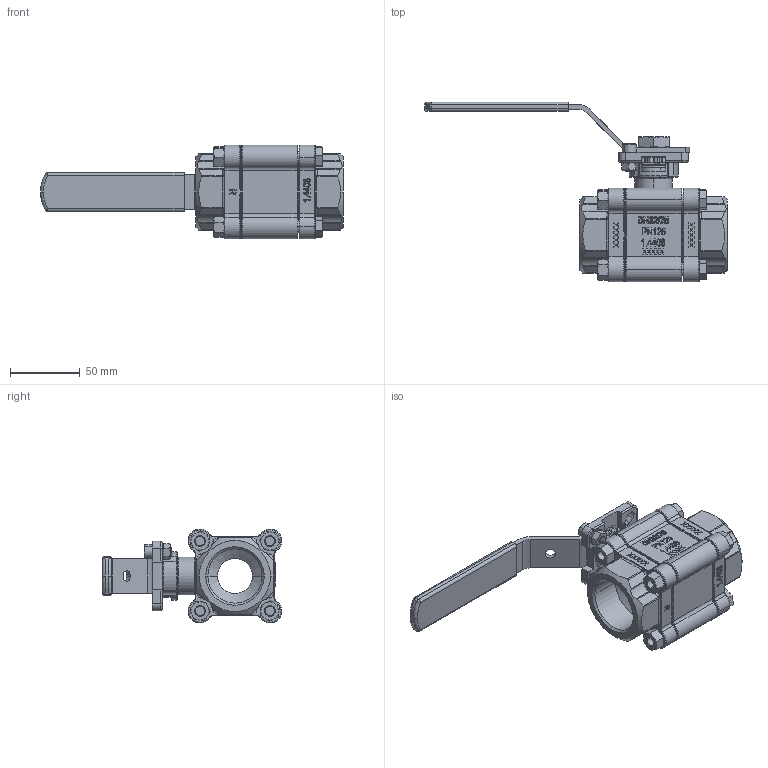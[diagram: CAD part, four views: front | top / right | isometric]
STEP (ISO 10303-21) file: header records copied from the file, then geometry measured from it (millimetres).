
FILE_DESCRIPTION (( 'STEP AP214' ), '1' );
FILE_NAME ('2406D.702R Typ A24D DN32 RB BSPP.STEP', '2019-07-19T06:56:59', ( '' ), ( '' ), 'SwSTEP 2.0', 'SolidWorks 2017', '' );
FILE_SCHEMA (( 'AUTOMOTIVE_DESIGN' ));
Length unit declared in the file: millimetre
Products named in the file (1): 2406D.702R Typ A24D DN32 RB BSPP
Bounding box: 217.45 x 128.9 x 67.2 mm (x, y, z)
Volume: 259153.7 mm3; surface area: 116118.7 mm2
Topology: 24 solids, 24 shells, 1516 faces, 4116 edges, 2697 vertices
Faces by surface type: plane 495, cylinder 425, bspline 228, cone 197, torus 165, sphere 6
Entity records: 78573 total; most frequent: CARTESIAN_POINT 25247, ORIENTED_EDGE 8124, DIRECTION 6839, EDGE_CURVE 4062, VERTEX_POINT 2697, AXIS2_PLACEMENT_3D 2536, VECTOR 1767, LINE 1767
